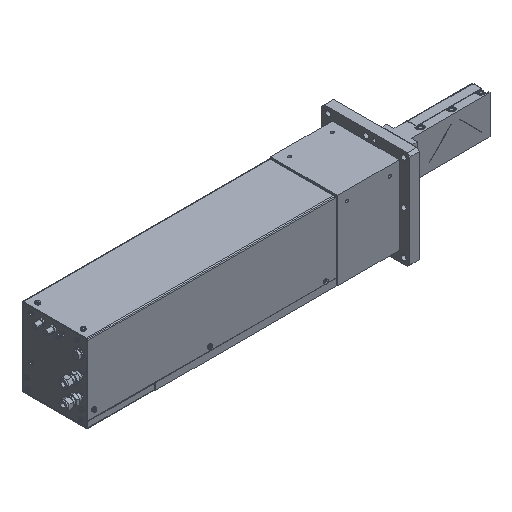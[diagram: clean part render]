
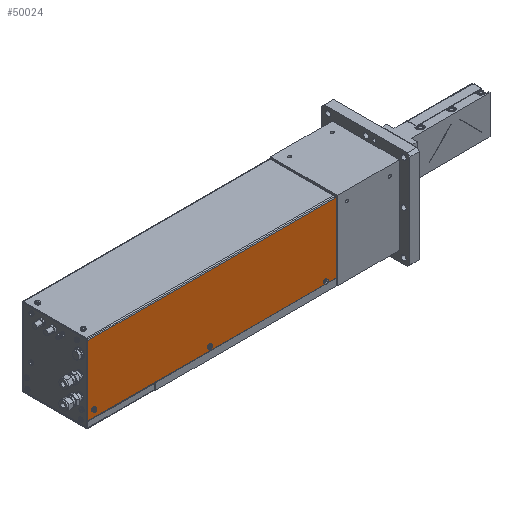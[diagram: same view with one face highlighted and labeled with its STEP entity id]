
A CAD part, isometric view. The second image highlights one B-rep face of the part: STEP entity #50024.
In plain terms, the highlighted planar face has unit normal (0, -1, 0).
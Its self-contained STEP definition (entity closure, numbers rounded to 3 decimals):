
#1199 = LINE ( 'NONE', #34219, #39928 ) ;
#2089 = CIRCLE ( 'NONE', #33476, 3.75 ) ;
#2259 = LINE ( 'NONE', #10448, #47194 ) ;
#2688 = CARTESIAN_POINT ( 'NONE',  ( -319.401, -69., 33.45 ) ) ;
#2696 = EDGE_CURVE ( 'NONE', #10114, #44408, #44624, .T. ) ;
#2727 = EDGE_LOOP ( 'NONE', ( #24326, #19266 ) ) ;
#3280 = DIRECTION ( 'NONE',  ( -1., 0., 0. ) ) ;
#3683 = FACE_BOUND ( 'NONE', #9080, .T. ) ;
#3746 = CARTESIAN_POINT ( 'NONE',  ( -330.925, -69., 162.899 ) ) ;
#3948 = ORIENTED_EDGE ( 'NONE', *, *, #25332, .T. ) ;
#4343 = DIRECTION ( 'NONE',  ( 0., 0., 1. ) ) ;
#4536 = CARTESIAN_POINT ( 'NONE',  ( 165., -69., 19.3 ) ) ;
#5756 = AXIS2_PLACEMENT_3D ( 'NONE', #4536, #17350, #42450 ) ;
#6677 = VERTEX_POINT ( 'NONE', #35398 ) ;
#7329 = VECTOR ( 'NONE', #3280, 1000. ) ;
#7757 = VERTEX_POINT ( 'NONE', #34348 ) ;
#8315 = CARTESIAN_POINT ( 'NONE',  ( -330.925, -69., 13.2 ) ) ;
#8358 = CIRCLE ( 'NONE', #5756, 3.75 ) ;
#8503 = VECTOR ( 'NONE', #16343, 1000. ) ;
#8863 = CARTESIAN_POINT ( 'NONE',  ( -77.201, -69., 22.7 ) ) ;
#9080 = EDGE_LOOP ( 'NONE', ( #45777, #42889 ) ) ;
#9822 = AXIS2_PLACEMENT_3D ( 'NONE', #31028, #15211, #39764 ) ;
#10114 = VERTEX_POINT ( 'NONE', #47245 ) ;
#10236 = CIRCLE ( 'NONE', #52938, 3.75 ) ;
#10448 = CARTESIAN_POINT ( 'NONE',  ( 189.5, -69., 162.899 ) ) ;
#10478 = DIRECTION ( 'NONE',  ( 0., 0., 1. ) ) ;
#14179 = ORIENTED_EDGE ( 'NONE', *, *, #45202, .T. ) ;
#14584 = CARTESIAN_POINT ( 'NONE',  ( 165., -69., 19.3 ) ) ;
#15170 = PLANE ( 'NONE',  #34956 ) ;
#15211 = DIRECTION ( 'NONE',  ( 0., 1., 0. ) ) ;
#16343 = DIRECTION ( 'NONE',  ( 1., 0., 0. ) ) ;
#16912 = CARTESIAN_POINT ( 'NONE',  ( -70.713, -69., 159.452 ) ) ;
#17350 = DIRECTION ( 'NONE',  ( 0., 1., 0. ) ) ;
#17465 = ORIENTED_EDGE ( 'NONE', *, *, #19851, .T. ) ;
#17707 = EDGE_CURVE ( 'NONE', #34576, #53906, #8358, .T. ) ;
#17849 = DIRECTION ( 'NONE',  ( -1., 0., 0. ) ) ;
#19266 = ORIENTED_EDGE ( 'NONE', *, *, #32508, .T. ) ;
#19851 = EDGE_CURVE ( 'NONE', #49498, #19965, #1199, .T. ) ;
#19965 = VERTEX_POINT ( 'NONE', #44004 ) ;
#20366 = VERTEX_POINT ( 'NONE', #52897 ) ;
#22137 = EDGE_CURVE ( 'NONE', #44408, #10114, #49621, .T. ) ;
#22882 = DIRECTION ( 'NONE',  ( 0., 1., 0. ) ) ;
#22923 = LINE ( 'NONE', #3746, #26324 ) ;
#23878 = DIRECTION ( 'NONE',  ( 0., 1., 0. ) ) ;
#24326 = ORIENTED_EDGE ( 'NONE', *, *, #52448, .T. ) ;
#24416 = CARTESIAN_POINT ( 'NONE',  ( -70.713, -69., 88.05 ) ) ;
#24799 = CARTESIAN_POINT ( 'NONE',  ( -330.925, -69., 13.2 ) ) ;
#25332 = EDGE_CURVE ( 'NONE', #26025, #39054, #22923, .T. ) ;
#26025 = VERTEX_POINT ( 'NONE', #39635 ) ;
#26324 = VECTOR ( 'NONE', #30842, 1000. ) ;
#26545 = EDGE_CURVE ( 'NONE', #19965, #26025, #53220, .T. ) ;
#27018 = CARTESIAN_POINT ( 'NONE',  ( 189.5, -69., 159.452 ) ) ;
#28881 = DIRECTION ( 'NONE',  ( 0., 1., 0. ) ) ;
#30654 = DIRECTION ( 'NONE',  ( 0., 0., 1. ) ) ;
#30842 = DIRECTION ( 'NONE',  ( 0., 0., -1. ) ) ;
#30872 = EDGE_CURVE ( 'NONE', #49498, #7757, #2259, .T. ) ;
#31028 = CARTESIAN_POINT ( 'NONE',  ( -319.401, -69., 29.7 ) ) ;
#31204 = DIRECTION ( 'NONE',  ( 0., 1., 0. ) ) ;
#32064 = FACE_BOUND ( 'NONE', #2727, .T. ) ;
#32508 = EDGE_CURVE ( 'NONE', #20366, #6677, #51742, .T. ) ;
#32864 = FACE_OUTER_BOUND ( 'NONE', #39361, .T. ) ;
#33220 = CARTESIAN_POINT ( 'NONE',  ( 165., -69., 15.55 ) ) ;
#33476 = AXIS2_PLACEMENT_3D ( 'NONE', #52097, #22882, #39800 ) ;
#34209 = ORIENTED_EDGE ( 'NONE', *, *, #37106, .T. ) ;
#34219 = CARTESIAN_POINT ( 'NONE',  ( -70.713, -69., 159.452 ) ) ;
#34348 = CARTESIAN_POINT ( 'NONE',  ( 189.5, -69., 13.2 ) ) ;
#34576 = VERTEX_POINT ( 'NONE', #42319 ) ;
#34956 = AXIS2_PLACEMENT_3D ( 'NONE', #24416, #23878, #36698 ) ;
#35279 = DIRECTION ( 'NONE',  ( 0., 0., -1. ) ) ;
#35398 = CARTESIAN_POINT ( 'NONE',  ( -77.201, -69., 26.45 ) ) ;
#36698 = DIRECTION ( 'NONE',  ( 0., 0., 1. ) ) ;
#37106 = EDGE_CURVE ( 'NONE', #39054, #7757, #49100, .T. ) ;
#39054 = VERTEX_POINT ( 'NONE', #8315 ) ;
#39361 = EDGE_LOOP ( 'NONE', ( #17465, #40296, #3948, #34209, #47282 ) ) ;
#39635 = CARTESIAN_POINT ( 'NONE',  ( -330.925, -69., 159.452 ) ) ;
#39746 = EDGE_LOOP ( 'NONE', ( #48544, #14179 ) ) ;
#39764 = DIRECTION ( 'NONE',  ( 0., 0., 1. ) ) ;
#39800 = DIRECTION ( 'NONE',  ( 0., 0., 1. ) ) ;
#39928 = VECTOR ( 'NONE', #17849, 1000. ) ;
#40296 = ORIENTED_EDGE ( 'NONE', *, *, #26545, .T. ) ;
#41448 = CARTESIAN_POINT ( 'NONE',  ( -319.401, -69., 29.7 ) ) ;
#42319 = CARTESIAN_POINT ( 'NONE',  ( 165., -69., 23.05 ) ) ;
#42450 = DIRECTION ( 'NONE',  ( 0., 0., 1. ) ) ;
#42889 = ORIENTED_EDGE ( 'NONE', *, *, #2696, .T. ) ;
#44004 = CARTESIAN_POINT ( 'NONE',  ( 186.452, -69., 159.452 ) ) ;
#44408 = VERTEX_POINT ( 'NONE', #2688 ) ;
#44624 = CIRCLE ( 'NONE', #9822, 3.75 ) ;
#44748 = AXIS2_PLACEMENT_3D ( 'NONE', #8863, #51153, #30654 ) ;
#45202 = EDGE_CURVE ( 'NONE', #53906, #34576, #10236, .T. ) ;
#45242 = AXIS2_PLACEMENT_3D ( 'NONE', #41448, #28881, #4343 ) ;
#45777 = ORIENTED_EDGE ( 'NONE', *, *, #22137, .T. ) ;
#47194 = VECTOR ( 'NONE', #35279, 1000. ) ;
#47245 = CARTESIAN_POINT ( 'NONE',  ( -319.401, -69., 25.95 ) ) ;
#47282 = ORIENTED_EDGE ( 'NONE', *, *, #30872, .F. ) ;
#48440 = FACE_BOUND ( 'NONE', #39746, .T. ) ;
#48544 = ORIENTED_EDGE ( 'NONE', *, *, #17707, .T. ) ;
#49100 = LINE ( 'NONE', #24799, #8503 ) ;
#49498 = VERTEX_POINT ( 'NONE', #27018 ) ;
#49621 = CIRCLE ( 'NONE', #45242, 3.75 ) ;
#50024 = ADVANCED_FACE ( 'NONE', ( #32864, #48440, #32064, #3683 ), #15170, .F. ) ;
#51153 = DIRECTION ( 'NONE',  ( 0., 1., 0. ) ) ;
#51742 = CIRCLE ( 'NONE', #44748, 3.75 ) ;
#52097 = CARTESIAN_POINT ( 'NONE',  ( -77.201, -69., 22.7 ) ) ;
#52448 = EDGE_CURVE ( 'NONE', #6677, #20366, #2089, .T. ) ;
#52897 = CARTESIAN_POINT ( 'NONE',  ( -77.201, -69., 18.95 ) ) ;
#52938 = AXIS2_PLACEMENT_3D ( 'NONE', #14584, #31204, #10478 ) ;
#53220 = LINE ( 'NONE', #16912, #7329 ) ;
#53906 = VERTEX_POINT ( 'NONE', #33220 ) ;
